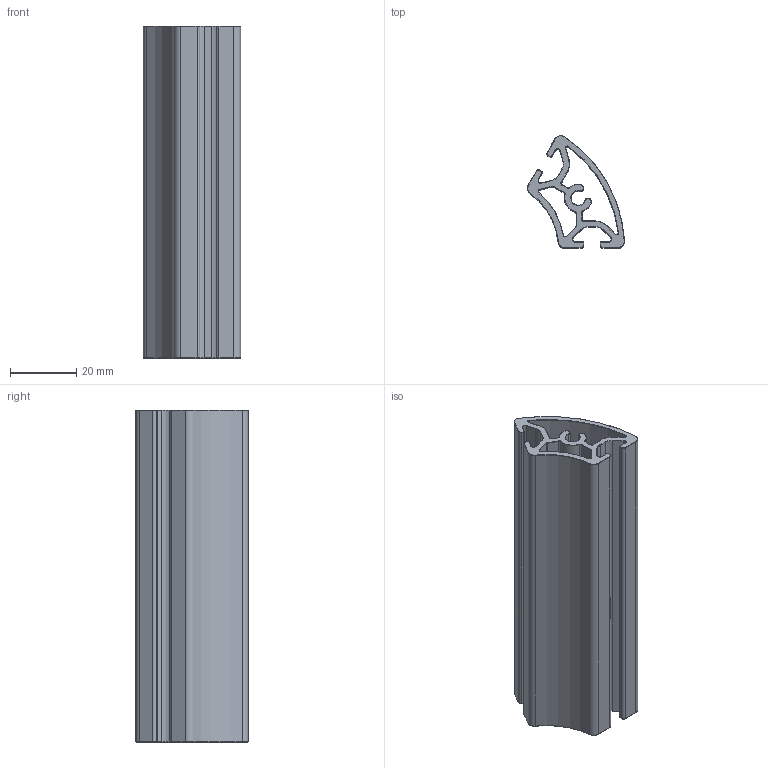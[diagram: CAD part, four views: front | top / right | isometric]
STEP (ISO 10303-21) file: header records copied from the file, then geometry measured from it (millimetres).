
FILE_DESCRIPTION(/* description */ (''),/* implementation_level */ '2;1');
FILE_NAME(/* name */ '1025840_.step',/* time_stamp */ '2023-10-27T14:56:28+02:00',/* author */ (''),/* organization */ (''),/* preprocessor_version */ 'ST-DEVELOPER v20',/* originating_system */ 'Autodesk Translation Framework v12.14.0.127',/* authorisation */ '');
FILE_SCHEMA (('AUTOMOTIVE_DESIGN { 1 0 10303 214 3 1 1 }'));
Length unit declared in the file: millimetre
Products named in the file (1): 1025840
Bounding box: 29.26 x 33.86 x 100 mm (x, y, z)
Volume: 27154.6 mm3; surface area: 27093.5 mm2
Topology: 1 solids, 1 shells, 218 faces, 504 edges, 288 vertices
Faces by surface type: cylinder 100, torus 88, plane 30
Entity records: 6233 total; most frequent: DIRECTION 1262, CARTESIAN_POINT 1011, ORIENTED_EDGE 1008, AXIS2_PLACEMENT_3D 539, EDGE_CURVE 504, CIRCLE 320, VERTEX_POINT 288, EDGE_LOOP 222
